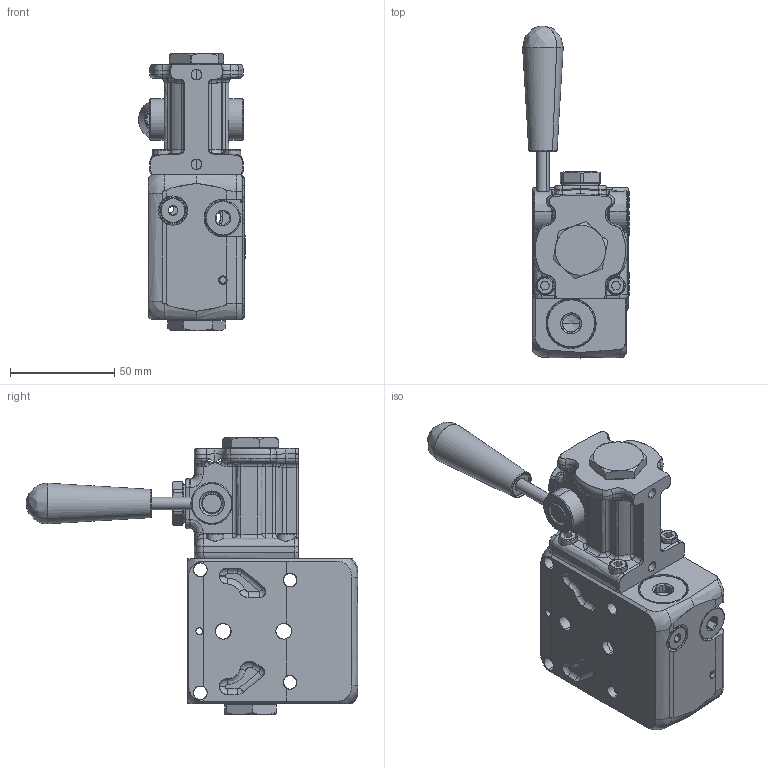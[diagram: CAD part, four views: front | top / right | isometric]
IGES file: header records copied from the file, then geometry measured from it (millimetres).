
Start section: SolidWorks IGES file using analytic representation for surfaces
Global section: file name: CDH3AE--C---WWT1.igs; native system: SolidWorks 2012; preprocessor: SolidWorks 2012; author: serviziopdm; date: 131010.133450; units: millimetre
Bounding box: 51.23 x 159 x 132.9 mm (x, y, z)
Surface area: 58711 mm2 (no closed solid volume)
Topology: 0 solids, 0 shells, 1222 faces, 15143 edges, 15130 vertices
Faces by surface type: bspline 731, revolution 491
